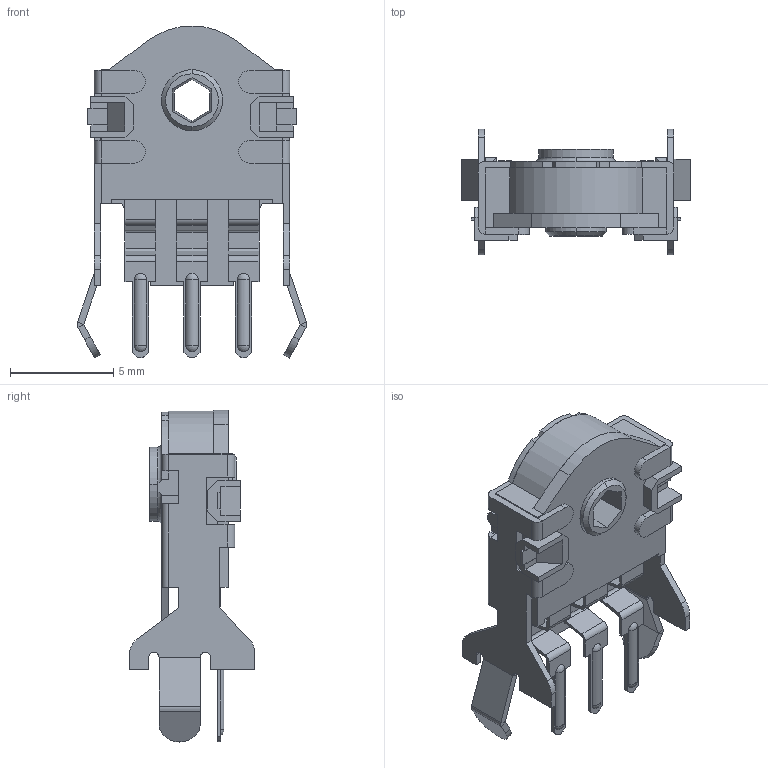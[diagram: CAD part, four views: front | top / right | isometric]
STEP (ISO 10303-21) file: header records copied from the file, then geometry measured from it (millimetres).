
FILE_DESCRIPTION (( 'STEP AP214' ), '1' );
FILE_NAME ('EC10E1220501.STEP', '2012-06-21T07:02:02', ( '' ), ( '' ), 'SwSTEP 2.0', 'SolidWorks 2010', '' );
FILE_SCHEMA (( 'AUTOMOTIVE_DESIGN' ));
Length unit declared in the file: millimetre
Products named in the file (1): EC10E1220501
Bounding box: 11.14 x 6.1 x 16.1 mm (x, y, z)
Volume: 249.1 mm3; surface area: 567.6 mm2
Topology: 1 solids, 1 shells, 397 faces, 1073 edges, 684 vertices
Faces by surface type: plane 289, cylinder 86, sphere 12, cone 8, torus 2
Entity records: 16608 total; most frequent: CARTESIAN_POINT 2161, ORIENTED_EDGE 2122, DIRECTION 2045, EDGE_CURVE 1061, LINE 857, VECTOR 857, VERTEX_POINT 678, AXIS2_PLACEMENT_3D 594
